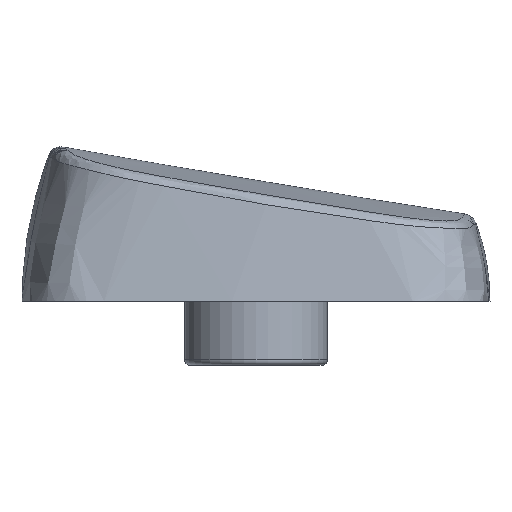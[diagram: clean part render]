
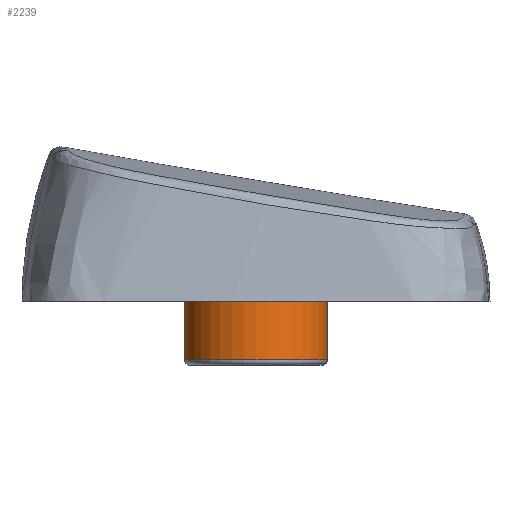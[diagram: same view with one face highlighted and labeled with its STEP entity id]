
A CAD part, left-side view. The second image highlights one B-rep face of the part: STEP entity #2239.
In plain terms, the highlighted cylindrical face has radius 2.75 mm (diameter 5.5 mm), a full revolution.
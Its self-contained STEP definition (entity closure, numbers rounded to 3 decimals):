
#155=CYLINDRICAL_SURFACE('',#2414,2.75);
#225=LINE('',#3245,#384);
#384=VECTOR('',#2658,2.75);
#577=FACE_OUTER_BOUND('',#698,.T.);
#698=EDGE_LOOP('',(#1533,#1534,#1535,#1536,#1537));
#824=CIRCLE('',#2407,2.75);
#825=CIRCLE('',#2408,2.75);
#830=CIRCLE('',#2415,2.75);
#903=VERTEX_POINT('',#3205);
#904=VERTEX_POINT('',#3207);
#921=VERTEX_POINT('',#3244);
#1153=EDGE_CURVE('',#903,#904,#824,.T.);
#1154=EDGE_CURVE('',#904,#903,#825,.T.);
#1171=EDGE_CURVE('',#904,#921,#225,.T.);
#1172=EDGE_CURVE('',#921,#921,#830,.T.);
#1533=ORIENTED_EDGE('',*,*,#1154,.F.);
#1534=ORIENTED_EDGE('',*,*,#1171,.T.);
#1535=ORIENTED_EDGE('',*,*,#1172,.F.);
#1536=ORIENTED_EDGE('',*,*,#1171,.F.);
#1537=ORIENTED_EDGE('',*,*,#1153,.F.);
#2239=ADVANCED_FACE('',(#577),#155,.T.);
#2407=AXIS2_PLACEMENT_3D('',#3208,#2630,#2631);
#2408=AXIS2_PLACEMENT_3D('',#3209,#2632,#2633);
#2414=AXIS2_PLACEMENT_3D('',#3243,#2656,#2657);
#2415=AXIS2_PLACEMENT_3D('',#3246,#2659,#2660);
#2630=DIRECTION('center_axis',(0.,0.,
-1.));
#2631=DIRECTION('ref_axis',(1.,0.,0.));
#2632=DIRECTION('center_axis',(0.,0.,
-1.));
#2633=DIRECTION('ref_axis',(1.,0.,0.));
#2656=DIRECTION('center_axis',(0.,0.,
-1.));
#2657=DIRECTION('ref_axis',(1.,0.,0.));
#2658=DIRECTION('',(0.,0.,1.));
#2659=DIRECTION('center_axis',(0.,0.,
1.));
#2660=DIRECTION('ref_axis',(1.,0.,0.));
#3205=CARTESIAN_POINT('',(-9.25,0.,-3.1));
#3207=CARTESIAN_POINT('',(-14.75,0.,-3.1));
#3208=CARTESIAN_POINT('Origin',(-12.,0.,-3.1));
#3209=CARTESIAN_POINT('Origin',(-12.,0.,-3.1));
#3243=CARTESIAN_POINT('Origin',(-12.,0.,0.));
#3244=CARTESIAN_POINT('',(-14.75,0.,-0.25));
#3245=CARTESIAN_POINT('',(-14.75,0.,0.));
#3246=CARTESIAN_POINT('Origin',(-12.,0.,-0.25));
